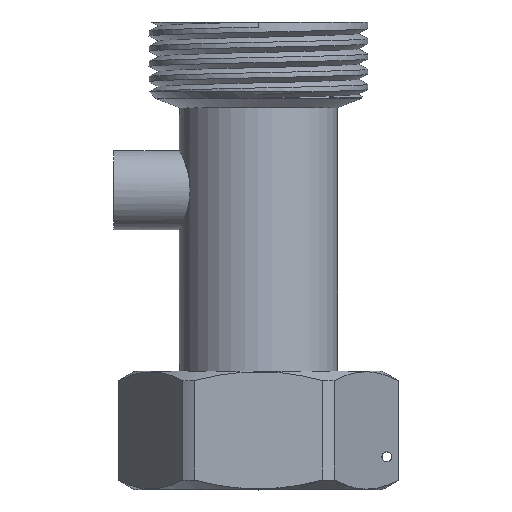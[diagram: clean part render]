
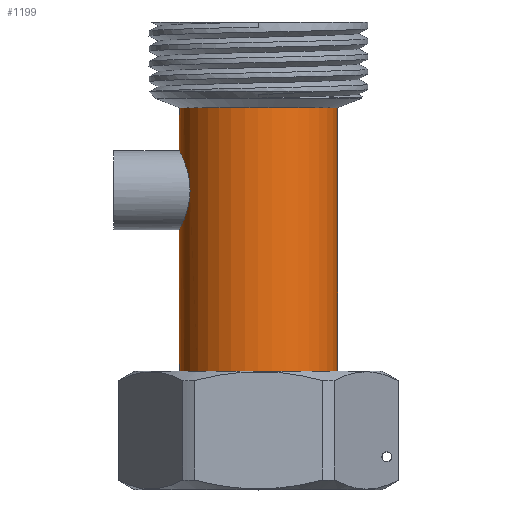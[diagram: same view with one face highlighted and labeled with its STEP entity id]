
A CAD part, top view. The second image highlights one B-rep face of the part: STEP entity #1199.
In plain terms, the highlighted cylindrical face has radius 12 mm (diameter 24 mm), a full revolution.
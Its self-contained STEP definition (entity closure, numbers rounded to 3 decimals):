
#120=CYLINDRICAL_SURFACE('',#1519,12.);
#194=CIRCLE('',#1520,12.);
#195=CIRCLE('',#1521,12.);
#334=ORIENTED_EDGE('',*,*,#589,.F.);
#335=ORIENTED_EDGE('',*,*,#590,.T.);
#336=ORIENTED_EDGE('',*,*,#574,.T.);
#574=EDGE_CURVE('',#719,#719,#813,.T.);
#589=EDGE_CURVE('',#734,#734,#194,.T.);
#590=EDGE_CURVE('',#735,#735,#195,.T.);
#719=VERTEX_POINT('',#2150);
#734=VERTEX_POINT('',#2199);
#735=VERTEX_POINT('',#2201);
#813=B_SPLINE_CURVE_WITH_KNOTS('',3,(#2131,#2132,#2133,#2134,#2135,#2136,
#2137,#2138,#2139,#2140,#2141,#2142,#2143,#2144,#2145,#2146,#2147,#2148,
#2149),.UNSPECIFIED.,.T.,.F.,(1,1,1,1,1,1,1,1,1,1,1,1,1,1,1,1,1,1,1,1,1,
1,1),(-0.007,-0.005,-0.002,0.,
0.002,0.005,0.007,0.01,
0.012,0.014,0.017,0.019,
0.021,0.024,0.026,0.029,
0.031,0.033,0.036,0.038,
0.041,0.043,0.045),.UNSPECIFIED.);
#905=EDGE_LOOP('',(#334));
#906=EDGE_LOOP('',(#335));
#907=EDGE_LOOP('',(#336));
#1056=FACE_BOUND('',#905,.T.);
#1057=FACE_BOUND('',#906,.T.);
#1058=FACE_BOUND('',#907,.T.);
#1199=ADVANCED_FACE('',(#1056,#1057,#1058),#120,.T.);
#1519=AXIS2_PLACEMENT_3D('',#2197,#1765,#1766);
#1520=AXIS2_PLACEMENT_3D('',#2198,#1767,#1768);
#1521=AXIS2_PLACEMENT_3D('',#2200,#1769,#1770);
#1765=DIRECTION('',(0.,1.,0.));
#1766=DIRECTION('',(1.,0.,0.));
#1767=DIRECTION('',(0.,1.,0.));
#1768=DIRECTION('',(1.,0.,0.));
#1769=DIRECTION('',(0.,1.,0.));
#1770=DIRECTION('',(1.,0.,0.));
#2131=CARTESIAN_POINT('',(122.612,90.162,-2.416));
#2132=CARTESIAN_POINT('',(122.354,90.664,-0.015));
#2133=CARTESIAN_POINT('',(122.604,90.177,2.381));
#2134=CARTESIAN_POINT('',(123.205,88.85,4.344));
#2135=CARTESIAN_POINT('',(123.843,86.909,5.664));
#2136=CARTESIAN_POINT('',(124.146,84.511,6.165));
#2137=CARTESIAN_POINT('',(123.85,82.117,5.676));
#2138=CARTESIAN_POINT('',(123.211,80.162,4.358));
#2139=CARTESIAN_POINT('',(122.61,78.833,2.409));
#2140=CARTESIAN_POINT('',(122.354,78.334,0.006));
#2141=CARTESIAN_POINT('',(122.606,78.824,-2.386));
#2142=CARTESIAN_POINT('',(123.206,80.15,-4.346));
#2143=CARTESIAN_POINT('',(123.844,82.095,-5.665));
#2144=CARTESIAN_POINT('',(124.145,84.473,-6.164));
#2145=CARTESIAN_POINT('',(123.852,86.875,-5.68));
#2146=CARTESIAN_POINT('',(123.213,88.831,-4.362));
#2147=CARTESIAN_POINT('',(122.612,90.162,-2.416));
#2148=CARTESIAN_POINT('',(122.354,90.664,-0.015));
#2149=CARTESIAN_POINT('',(122.604,90.177,2.381));
#2150=CARTESIAN_POINT('',(122.438,78.499,0.));
#2197=CARTESIAN_POINT('',(134.438,88.35,0.));
#2198=CARTESIAN_POINT('',(134.438,97.,0.));
#2199=CARTESIAN_POINT('',(146.438,97.,0.));
#2200=CARTESIAN_POINT('',(134.438,55.2,0.));
#2201=CARTESIAN_POINT('',(146.438,55.2,0.));
